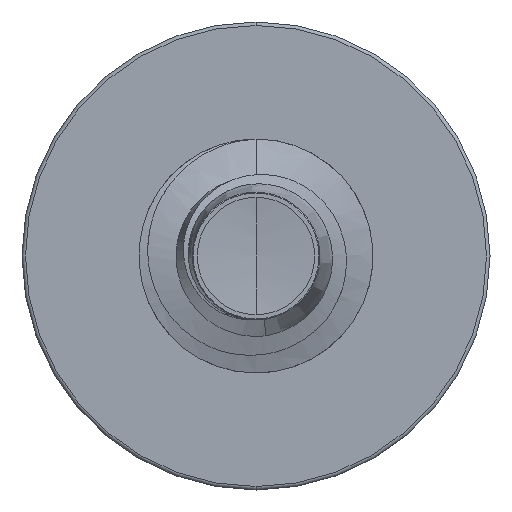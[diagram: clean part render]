
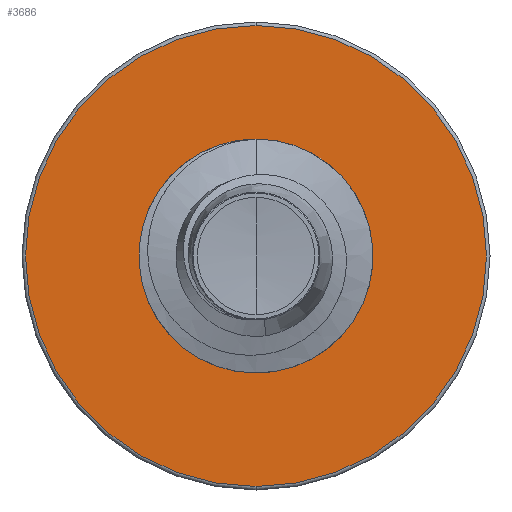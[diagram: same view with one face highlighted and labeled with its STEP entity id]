
A CAD part, front view. The second image highlights one B-rep face of the part: STEP entity #3686.
In plain terms, the highlighted planar face has unit normal (0, -1, 0).
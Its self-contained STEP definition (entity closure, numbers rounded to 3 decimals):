
#192 = AXIS2_PLACEMENT_3D ( 'NONE', #4542, #10697, #5454 ) ;
#555 = DIRECTION ( 'NONE',  ( 0., 0., 1. ) ) ;
#734 = ORIENTED_EDGE ( 'NONE', *, *, #1935, .F. ) ;
#1254 = FACE_OUTER_BOUND ( 'NONE', #10481, .T. ) ;
#1353 = EDGE_CURVE ( 'NONE', #7469, #11195, #11303, .T. ) ;
#1480 = DIRECTION ( 'NONE',  ( 0., 1., 0. ) ) ;
#1640 = DIRECTION ( 'NONE',  ( 0., 0., 1. ) ) ;
#1935 = EDGE_CURVE ( 'NONE', #5513, #6910, #10209, .T. ) ;
#2255 = CARTESIAN_POINT ( 'NONE',  ( 0., 6., -3.94 ) ) ;
#2335 = AXIS2_PLACEMENT_3D ( 'NONE', #3374, #9531, #4250 ) ;
#2697 = CARTESIAN_POINT ( 'NONE',  ( 0., 6., 3.94 ) ) ;
#3374 = CARTESIAN_POINT ( 'NONE',  ( 0., 6., 0. ) ) ;
#3418 = ORIENTED_EDGE ( 'NONE', *, *, #9752, .T. ) ;
#3631 = EDGE_CURVE ( 'NONE', #6910, #5513, #6218, .T. ) ;
#3643 = ORIENTED_EDGE ( 'NONE', *, *, #3631, .F. ) ;
#3686 = ADVANCED_FACE ( 'NONE', ( #1254, #8553 ), #6914, .F. ) ;
#3837 = CARTESIAN_POINT ( 'NONE',  ( 0., 6., 1.989 ) ) ;
#4250 = DIRECTION ( 'NONE',  ( 0., 0., 1. ) ) ;
#4367 = AXIS2_PLACEMENT_3D ( 'NONE', #6752, #1480, #7640 ) ;
#4412 = EDGE_LOOP ( 'NONE', ( #3418, #11411 ) ) ;
#4542 = CARTESIAN_POINT ( 'NONE',  ( 0., 6., 0. ) ) ;
#5157 = CARTESIAN_POINT ( 'NONE',  ( 0., 6., -1.989 ) ) ;
#5454 = DIRECTION ( 'NONE',  ( 0., 0., 1. ) ) ;
#5513 = VERTEX_POINT ( 'NONE', #2255 ) ;
#5834 = DIRECTION ( 'NONE',  ( 0., 1., 0. ) ) ;
#5968 = AXIS2_PLACEMENT_3D ( 'NONE', #11087, #5834, #555 ) ;
#5973 = DIRECTION ( 'NONE',  ( 0., 1., 0. ) ) ;
#6218 = CIRCLE ( 'NONE', #2335, 3.94 ) ;
#6752 = CARTESIAN_POINT ( 'NONE',  ( 0., 6., 0. ) ) ;
#6910 = VERTEX_POINT ( 'NONE', #2697 ) ;
#6914 = PLANE ( 'NONE',  #7644 ) ;
#7469 = VERTEX_POINT ( 'NONE', #7802 ) ;
#7640 = DIRECTION ( 'NONE',  ( 0., 0., 1. ) ) ;
#7644 = AXIS2_PLACEMENT_3D ( 'NONE', #5157, #5973, #1640 ) ;
#7802 = CARTESIAN_POINT ( 'NONE',  ( 0., 6., -1.989 ) ) ;
#8553 = FACE_BOUND ( 'NONE', #4412, .T. ) ;
#9531 = DIRECTION ( 'NONE',  ( 0., 1., 0. ) ) ;
#9752 = EDGE_CURVE ( 'NONE', #11195, #7469, #10318, .T. ) ;
#10209 = CIRCLE ( 'NONE', #192, 3.94 ) ;
#10318 = CIRCLE ( 'NONE', #5968, 1.989 ) ;
#10481 = EDGE_LOOP ( 'NONE', ( #3643, #734 ) ) ;
#10697 = DIRECTION ( 'NONE',  ( 0., 1., 0. ) ) ;
#11087 = CARTESIAN_POINT ( 'NONE',  ( 0., 6., 0. ) ) ;
#11195 = VERTEX_POINT ( 'NONE', #3837 ) ;
#11303 = CIRCLE ( 'NONE', #4367, 1.989 ) ;
#11411 = ORIENTED_EDGE ( 'NONE', *, *, #1353, .T. ) ;
